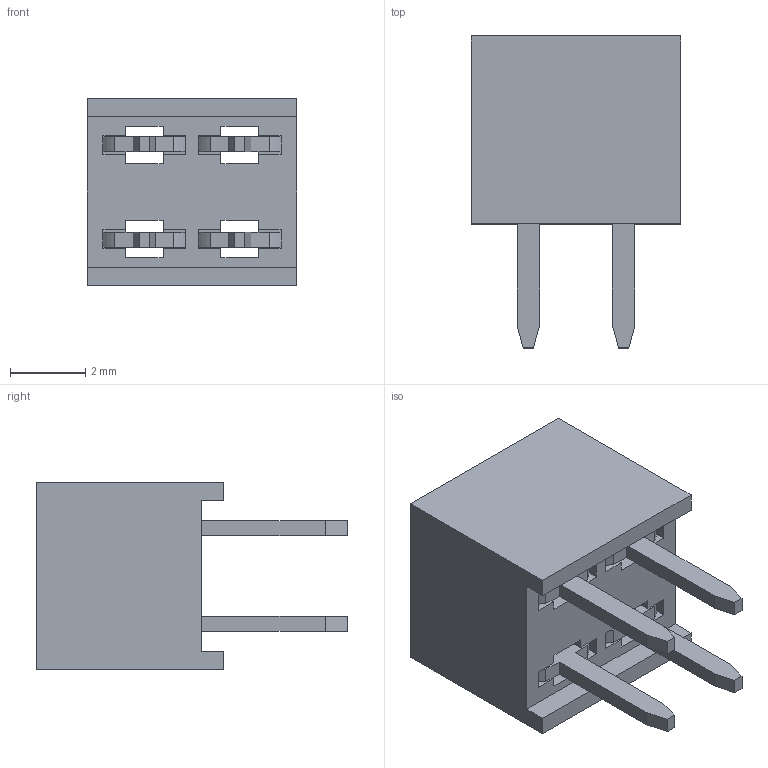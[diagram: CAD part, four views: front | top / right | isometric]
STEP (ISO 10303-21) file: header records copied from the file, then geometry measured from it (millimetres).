
FILE_DESCRIPTION (( 'STEP AP214' ), '1' );
FILE_NAME ('BBE6388A-FA9B-4EB7-B6A9-4B3A6EFDA0BB.STEP', '2024-11-06T14:29:05', ( '' ), ( '' ), 'SwSTEP 2.0', 'SolidWorks 2022', '' );
FILE_SCHEMA (( 'AUTOMOTIVE_DESIGN' ));
Length unit declared in the file: millimetre
Products named in the file (1): BBE6388A-FA9B-4EB7-B6A9-4B3A6EFDA0BB
Bounding box: 5.58 x 8.3 x 5 mm (x, y, z)
Volume: 109.6 mm3; surface area: 341.3 mm2
Topology: 5 solids, 5 shells, 166 faces, 452 edges, 296 vertices
Faces by surface type: plane 126, cylinder 40
Entity records: 6132 total; most frequent: CARTESIAN_POINT 915, ORIENTED_EDGE 904, DIRECTION 866, EDGE_CURVE 452, VECTOR 372, LINE 372, VERTEX_POINT 296, AXIS2_PLACEMENT_3D 247
